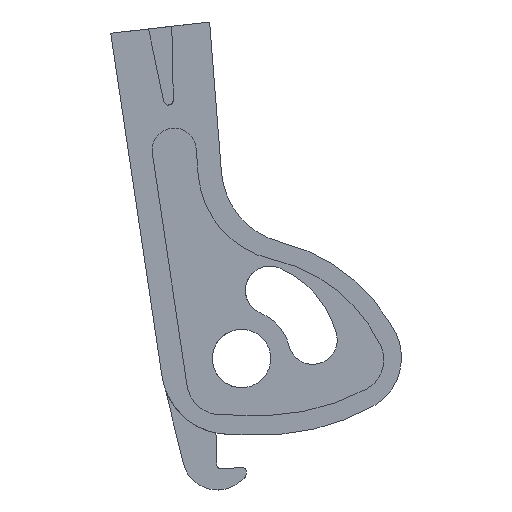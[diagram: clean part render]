
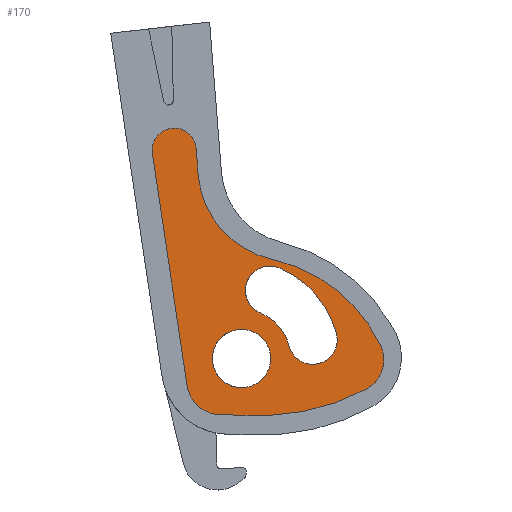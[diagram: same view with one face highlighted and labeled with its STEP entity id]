
A CAD part, left-side view. The second image highlights one B-rep face of the part: STEP entity #170.
In plain terms, the highlighted planar face has unit normal (-1, 0, 0).
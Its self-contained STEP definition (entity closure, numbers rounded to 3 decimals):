
#34=AXIS2_PLACEMENT_3D('Plane Axis2P3D',#31,#32,#33) ;
#38=AXIS2_PLACEMENT_3D('Circle Axis2P3D',#36,#37,$) ;
#47=AXIS2_PLACEMENT_3D('Circle Axis2P3D',#45,#46,$) ;
#61=AXIS2_PLACEMENT_3D('Circle Axis2P3D',#59,#60,$) ;
#68=AXIS2_PLACEMENT_3D('Circle Axis2P3D',#66,#67,$) ;
#82=AXIS2_PLACEMENT_3D('Circle Axis2P3D',#80,#81,$) ;
#96=AXIS2_PLACEMENT_3D('Circle Axis2P3D',#94,#95,$) ;
#103=AXIS2_PLACEMENT_3D('Circle Axis2P3D',#101,#102,$) ;
#120=AXIS2_PLACEMENT_3D('Circle Axis2P3D',#118,#119,$) ;
#129=AXIS2_PLACEMENT_3D('Circle Axis2P3D',#127,#128,$) ;
#138=AXIS2_PLACEMENT_3D('Circle Axis2P3D',#136,#137,$) ;
#147=AXIS2_PLACEMENT_3D('Circle Axis2P3D',#145,#146,$) ;
#154=AXIS2_PLACEMENT_3D('Circle Axis2P3D',#152,#153,$) ;
#161=AXIS2_PLACEMENT_3D('Circle Axis2P3D',#159,#160,$) ;
#31=CARTESIAN_POINT('Axis2P3D Location',(1.18,0.798,0.)) ;
#36=CARTESIAN_POINT('Axis2P3D Location',(1.18,8.334,9.487)) ;
#40=CARTESIAN_POINT('Vertex',(1.18,1.065,12.907)) ;
#42=CARTESIAN_POINT('Vertex',(1.18,6.619,17.335)) ;
#45=CARTESIAN_POINT('Axis2P3D Location',(1.18,5.579,22.089)) ;
#49=CARTESIAN_POINT('Vertex',(1.18,10.43,21.707)) ;
#52=CARTESIAN_POINT('Line Origine',(1.18,10.482,22.368)) ;
#56=CARTESIAN_POINT('Vertex',(1.18,10.534,23.029)) ;
#59=CARTESIAN_POINT('Axis2P3D Location',(1.18,11.662,22.94)) ;
#63=CARTESIAN_POINT('Vertex',(1.18,12.789,22.851)) ;
#66=CARTESIAN_POINT('Axis2P3D Location',(1.18,11.662,22.94)) ;
#70=CARTESIAN_POINT('Vertex',(1.18,12.78,22.773)) ;
#73=CARTESIAN_POINT('Line Origine',(1.18,11.891,16.822)) ;
#77=CARTESIAN_POINT('Vertex',(1.18,11.001,10.871)) ;
#80=CARTESIAN_POINT('Axis2P3D Location',(1.18,9.248,11.133)) ;
#84=CARTESIAN_POINT('Vertex',(1.18,9.269,9.36)) ;
#87=CARTESIAN_POINT('Line Origine',(1.18,8.027,9.346)) ;
#91=CARTESIAN_POINT('Vertex',(1.18,6.785,9.332)) ;
#94=CARTESIAN_POINT('Axis2P3D Location',(1.18,7.219,20.823)) ;
#98=CARTESIAN_POINT('Vertex',(1.18,1.805,10.677)) ;
#101=CARTESIAN_POINT('Axis2P3D Location',(1.18,2.608,12.181)) ;
#118=CARTESIAN_POINT('Axis2P3D Location',(1.18,8.204,12.25)) ;
#122=CARTESIAN_POINT('Vertex',(1.18,8.204,10.75)) ;
#124=CARTESIAN_POINT('Vertex',(1.18,8.204,13.75)) ;
#127=CARTESIAN_POINT('Axis2P3D Location',(1.18,8.204,12.25)) ;
#136=CARTESIAN_POINT('Axis2P3D Location',(1.18,8.204,12.25)) ;
#140=CARTESIAN_POINT('Vertex',(1.18,7.237,14.589)) ;
#142=CARTESIAN_POINT('Vertex',(1.18,5.754,12.886)) ;
#145=CARTESIAN_POINT('Axis2P3D Location',(1.18,6.76,15.745)) ;
#149=CARTESIAN_POINT('Vertex',(1.18,6.282,16.9)) ;
#152=CARTESIAN_POINT('Axis2P3D Location',(1.18,8.204,12.25)) ;
#156=CARTESIAN_POINT('Vertex',(1.18,3.334,13.514)) ;
#159=CARTESIAN_POINT('Axis2P3D Location',(1.18,4.544,13.2)) ;
#32=DIRECTION('Axis2P3D Direction',(-1.,0.,0.)) ;
#33=DIRECTION('Axis2P3D XDirection',(0.,-1.,0.)) ;
#37=DIRECTION('Axis2P3D Direction',(-1.,0.,0.)) ;
#46=DIRECTION('Axis2P3D Direction',(-1.,0.,0.)) ;
#53=DIRECTION('Vector Direction',(0.,0.078,0.997)) ;
#60=DIRECTION('Axis2P3D Direction',(-1.,0.,0.)) ;
#67=DIRECTION('Axis2P3D Direction',(-1.,0.,0.)) ;
#74=DIRECTION('Vector Direction',(0.,-0.148,-0.989)) ;
#81=DIRECTION('Axis2P3D Direction',(-1.,0.,0.)) ;
#88=DIRECTION('Vector Direction',(0.,-1.,-0.011)) ;
#95=DIRECTION('Axis2P3D Direction',(-1.,0.,0.)) ;
#102=DIRECTION('Axis2P3D Direction',(-1.,0.,0.)) ;
#119=DIRECTION('Axis2P3D Direction',(-1.,0.,0.)) ;
#128=DIRECTION('Axis2P3D Direction',(-1.,0.,0.)) ;
#137=DIRECTION('Axis2P3D Direction',(-1.,0.,0.)) ;
#146=DIRECTION('Axis2P3D Direction',(-1.,0.,0.)) ;
#153=DIRECTION('Axis2P3D Direction',(-1.,0.,0.)) ;
#160=DIRECTION('Axis2P3D Direction',(-1.,0.,0.)) ;
#54=VECTOR('Line Direction',#53,1.) ;
#75=VECTOR('Line Direction',#74,1.) ;
#89=VECTOR('Line Direction',#88,1.) ;
#107=ORIENTED_EDGE('',*,*,#44,.T.) ;
#108=ORIENTED_EDGE('',*,*,#51,.T.) ;
#109=ORIENTED_EDGE('',*,*,#58,.T.) ;
#110=ORIENTED_EDGE('',*,*,#65,.T.) ;
#111=ORIENTED_EDGE('',*,*,#72,.T.) ;
#112=ORIENTED_EDGE('',*,*,#79,.T.) ;
#113=ORIENTED_EDGE('',*,*,#86,.T.) ;
#114=ORIENTED_EDGE('',*,*,#93,.T.) ;
#115=ORIENTED_EDGE('',*,*,#100,.T.) ;
#116=ORIENTED_EDGE('',*,*,#105,.T.) ;
#133=ORIENTED_EDGE('',*,*,#126,.F.) ;
#134=ORIENTED_EDGE('',*,*,#131,.F.) ;
#165=ORIENTED_EDGE('',*,*,#144,.F.) ;
#166=ORIENTED_EDGE('',*,*,#151,.F.) ;
#167=ORIENTED_EDGE('',*,*,#158,.F.) ;
#168=ORIENTED_EDGE('',*,*,#163,.F.) ;
#135=FACE_BOUND('',#132,.T.) ;
#169=FACE_BOUND('',#164,.T.) ;
#170=ADVANCED_FACE('L\X2\00F6\X0\seriegel_BLx 5.08.1.1',(#117,#135,#169),#35,.T.) ;
#39=CIRCLE('generated circle',#38,8.033) ;
#48=CIRCLE('generated circle',#47,4.866) ;
#62=CIRCLE('generated circle',#61,1.131) ;
#69=CIRCLE('generated circle',#68,1.131) ;
#83=CIRCLE('generated circle',#82,1.773) ;
#97=CIRCLE('generated circle',#96,11.5) ;
#104=CIRCLE('generated circle',#103,1.705) ;
#121=CIRCLE('generated circle',#120,1.5) ;
#130=CIRCLE('generated circle',#129,1.5) ;
#139=CIRCLE('generated circle',#138,2.531) ;
#148=CIRCLE('generated circle',#147,1.25) ;
#155=CIRCLE('generated circle',#154,5.031) ;
#162=CIRCLE('generated circle',#161,1.25) ;
#44=EDGE_CURVE('',#41,#43,#39,.T.) ;
#51=EDGE_CURVE('',#43,#50,#48,.F.) ;
#58=EDGE_CURVE('',#50,#57,#55,.T.) ;
#65=EDGE_CURVE('',#57,#64,#62,.T.) ;
#72=EDGE_CURVE('',#64,#71,#69,.T.) ;
#79=EDGE_CURVE('',#71,#78,#76,.T.) ;
#86=EDGE_CURVE('',#78,#85,#83,.T.) ;
#93=EDGE_CURVE('',#85,#92,#90,.T.) ;
#100=EDGE_CURVE('',#92,#99,#97,.T.) ;
#105=EDGE_CURVE('',#99,#41,#104,.T.) ;
#126=EDGE_CURVE('',#123,#125,#121,.T.) ;
#131=EDGE_CURVE('',#125,#123,#130,.T.) ;
#144=EDGE_CURVE('',#141,#143,#139,.F.) ;
#151=EDGE_CURVE('',#150,#141,#148,.T.) ;
#158=EDGE_CURVE('',#157,#150,#155,.T.) ;
#163=EDGE_CURVE('',#143,#157,#162,.T.) ;
#106=EDGE_LOOP('',(#107,#108,#109,#110,#111,#112,#113,#114,#115,#116)) ;
#132=EDGE_LOOP('',(#133,#134)) ;
#164=EDGE_LOOP('',(#165,#166,#167,#168)) ;
#117=FACE_OUTER_BOUND('',#106,.T.) ;
#55=LINE('Line',#52,#54) ;
#76=LINE('Line',#73,#75) ;
#90=LINE('Line',#87,#89) ;
#35=PLANE('',#34) ;
#41=VERTEX_POINT('',#40) ;
#43=VERTEX_POINT('',#42) ;
#50=VERTEX_POINT('',#49) ;
#57=VERTEX_POINT('',#56) ;
#64=VERTEX_POINT('',#63) ;
#71=VERTEX_POINT('',#70) ;
#78=VERTEX_POINT('',#77) ;
#85=VERTEX_POINT('',#84) ;
#92=VERTEX_POINT('',#91) ;
#99=VERTEX_POINT('',#98) ;
#123=VERTEX_POINT('',#122) ;
#125=VERTEX_POINT('',#124) ;
#141=VERTEX_POINT('',#140) ;
#143=VERTEX_POINT('',#142) ;
#150=VERTEX_POINT('',#149) ;
#157=VERTEX_POINT('',#156) ;
